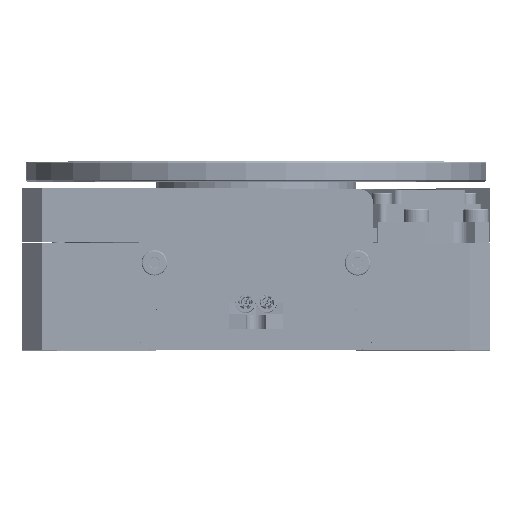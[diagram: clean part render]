
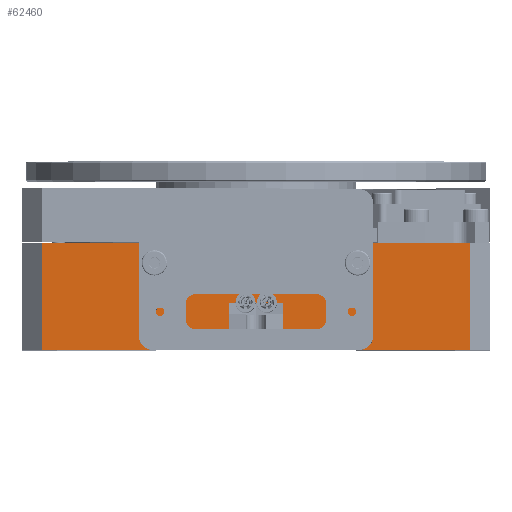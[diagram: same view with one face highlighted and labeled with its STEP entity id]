
A CAD part, top view. The second image highlights one B-rep face of the part: STEP entity #62460.
In plain terms, the highlighted planar face has unit normal (0, 0, 1).
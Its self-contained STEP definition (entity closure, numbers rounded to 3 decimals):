
#58 = EDGE_CURVE ( 'NONE', #38735, #71503, #17037, .T. ) ;
#3143 = EDGE_CURVE ( 'NONE', #13414, #71824, #16716, .T. ) ;
#3158 = CIRCLE ( 'NONE', #86647, 0.8 ) ;
#3435 = EDGE_CURVE ( 'NONE', #64985, #41509, #67544, .T. ) ;
#3474 = ORIENTED_EDGE ( 'NONE', *, *, #91977, .F. ) ;
#3607 = CARTESIAN_POINT ( 'NONE',  ( -4., 16., 35. ) ) ;
#4130 = EDGE_CURVE ( 'NONE', #37416, #13414, #31406, .T. ) ;
#4192 = ORIENTED_EDGE ( 'NONE', *, *, #83018, .F. ) ;
#4240 = DIRECTION ( 'NONE',  ( -1., 0., 0. ) ) ;
#4244 = DIRECTION ( 'NONE',  ( 0., 0., 1. ) ) ;
#4450 = CARTESIAN_POINT ( 'NONE',  ( -32., 16., 35. ) ) ;
#4510 = ORIENTED_EDGE ( 'NONE', *, *, #46240, .F. ) ;
#5445 = ORIENTED_EDGE ( 'NONE', *, *, #77706, .F. ) ;
#5738 = CARTESIAN_POINT ( 'NONE',  ( 15., 3., 35. ) ) ;
#7834 = CARTESIAN_POINT ( 'NONE',  ( 32., 16., 35. ) ) ;
#8121 = LINE ( 'NONE', #66901, #37598 ) ;
#9341 = EDGE_CURVE ( 'NONE', #84644, #47329, #3158, .T. ) ;
#10188 = EDGE_LOOP ( 'NONE', ( #33485, #38965, #58739, #23278, #92039, #88884, #43430, #83166, #66316, #39707, #4192, #23853 ) ) ;
#10329 = CARTESIAN_POINT ( 'NONE',  ( -32., 16., 35. ) ) ;
#10635 = EDGE_LOOP ( 'NONE', ( #4510, #21069 ) ) ;
#12367 = EDGE_CURVE ( 'NONE', #85701, #42447, #74311, .T. ) ;
#13414 = VERTEX_POINT ( 'NONE', #65345 ) ;
#15788 = VERTEX_POINT ( 'NONE', #85911 ) ;
#16716 = LINE ( 'NONE', #7834, #43854 ) ;
#17037 = LINE ( 'NONE', #23123, #44156 ) ;
#17940 = LINE ( 'NONE', #66507, #89993 ) ;
#18281 = DIRECTION ( 'NONE',  ( 1., 0., 0. ) ) ;
#18995 = DIRECTION ( 'NONE',  ( 0., 1., 0. ) ) ;
#21069 = ORIENTED_EDGE ( 'NONE', *, *, #9341, .F. ) ;
#21790 = CIRCLE ( 'NONE', #57560, 0.8 ) ;
#22475 = VERTEX_POINT ( 'NONE', #66975 ) ;
#23123 = CARTESIAN_POINT ( 'NONE',  ( 4., 16., 35. ) ) ;
#23278 = ORIENTED_EDGE ( 'NONE', *, *, #12367, .T. ) ;
#23652 = VECTOR ( 'NONE', #76278, 1000. ) ;
#23853 = ORIENTED_EDGE ( 'NONE', *, *, #71529, .T. ) ;
#24426 = VECTOR ( 'NONE', #69278, 1000. ) ;
#26000 = CARTESIAN_POINT ( 'NONE',  ( 15.2, 13., 35. ) ) ;
#26713 = CARTESIAN_POINT ( 'NONE',  ( -35., 7., 35. ) ) ;
#27186 = LINE ( 'NONE', #26713, #79039 ) ;
#29192 = LINE ( 'NONE', #50653, #83964 ) ;
#30087 = DIRECTION ( 'NONE',  ( -1., 0., 0. ) ) ;
#31406 = LINE ( 'NONE', #67761, #71026 ) ;
#32301 = CARTESIAN_POINT ( 'NONE',  ( -15.2, 13., 35. ) ) ;
#32979 = CARTESIAN_POINT ( 'NONE',  ( 15., 0., 35. ) ) ;
#33485 = ORIENTED_EDGE ( 'NONE', *, *, #4130, .T. ) ;
#33975 = CARTESIAN_POINT ( 'NONE',  ( -4., 3., 35. ) ) ;
#35526 = CARTESIAN_POINT ( 'NONE',  ( -14.4, 13., 35. ) ) ;
#35923 = CARTESIAN_POINT ( 'NONE',  ( 32., 16., 35. ) ) ;
#37375 = CARTESIAN_POINT ( 'NONE',  ( 14.4, 13., 35. ) ) ;
#37416 = VERTEX_POINT ( 'NONE', #32979 ) ;
#37598 = VECTOR ( 'NONE', #30087, 1000. ) ;
#38011 = VERTEX_POINT ( 'NONE', #60414 ) ;
#38217 = EDGE_CURVE ( 'NONE', #42447, #15788, #17940, .T. ) ;
#38735 = VERTEX_POINT ( 'NONE', #48517 ) ;
#38856 = VECTOR ( 'NONE', #62123, 1000. ) ;
#38965 = ORIENTED_EDGE ( 'NONE', *, *, #3143, .T. ) ;
#39405 = VERTEX_POINT ( 'NONE', #5738 ) ;
#39707 = ORIENTED_EDGE ( 'NONE', *, *, #58, .T. ) ;
#40699 = PLANE ( 'NONE',  #82412 ) ;
#41509 = VERTEX_POINT ( 'NONE', #87084 ) ;
#41625 = FACE_BOUND ( 'NONE', #61121, .T. ) ;
#42447 = VERTEX_POINT ( 'NONE', #88230 ) ;
#43430 = ORIENTED_EDGE ( 'NONE', *, *, #76001, .F. ) ;
#43854 = VECTOR ( 'NONE', #18995, 1000. ) ;
#44156 = VECTOR ( 'NONE', #81885, 1000. ) ;
#45550 = DIRECTION ( 'NONE',  ( 1., 0., 0. ) ) ;
#45840 = DIRECTION ( 'NONE',  ( 1., 0., 0. ) ) ;
#46240 = EDGE_CURVE ( 'NONE', #47329, #84644, #88725, .T. ) ;
#46274 = DIRECTION ( 'NONE',  ( 0., 0., 1. ) ) ;
#47329 = VERTEX_POINT ( 'NONE', #63484 ) ;
#47640 = CARTESIAN_POINT ( 'NONE',  ( 4., 3., 35. ) ) ;
#48231 = DIRECTION ( 'NONE',  ( -1., 0., 0. ) ) ;
#48517 = CARTESIAN_POINT ( 'NONE',  ( 4., 7., 35. ) ) ;
#49028 = LINE ( 'NONE', #55067, #83484 ) ;
#50653 = CARTESIAN_POINT ( 'NONE',  ( -15., 3., 35. ) ) ;
#50751 = DIRECTION ( 'NONE',  ( 0., 0., 1. ) ) ;
#53716 = CARTESIAN_POINT ( 'NONE',  ( -15.2, 13., 35. ) ) ;
#53746 = FACE_BOUND ( 'NONE', #10635, .T. ) ;
#55067 = CARTESIAN_POINT ( 'NONE',  ( 15., 3., 35. ) ) ;
#56617 = LINE ( 'NONE', #71096, #66230 ) ;
#57033 = CIRCLE ( 'NONE', #68942, 0.8 ) ;
#57560 = AXIS2_PLACEMENT_3D ( 'NONE', #32301, #4244, #18281 ) ;
#58184 = DIRECTION ( 'NONE',  ( 1., 0., 0. ) ) ;
#58739 = ORIENTED_EDGE ( 'NONE', *, *, #68543, .F. ) ;
#60414 = CARTESIAN_POINT ( 'NONE',  ( -16., 13., 35. ) ) ;
#61121 = EDGE_LOOP ( 'NONE', ( #3474, #5445 ) ) ;
#61184 = FACE_OUTER_BOUND ( 'NONE', #10188, .T. ) ;
#62123 = DIRECTION ( 'NONE',  ( 0., -1., 0. ) ) ;
#62460 = ADVANCED_FACE ( 'NONE', ( #61184, #41625, #53746 ), #40699, .F. ) ;
#63484 = CARTESIAN_POINT ( 'NONE',  ( 16., 13., 35. ) ) ;
#64985 = VERTEX_POINT ( 'NONE', #33975 ) ;
#65345 = CARTESIAN_POINT ( 'NONE',  ( 32., 0., 35. ) ) ;
#66230 = VECTOR ( 'NONE', #85096, 1000. ) ;
#66316 = ORIENTED_EDGE ( 'NONE', *, *, #70841, .F. ) ;
#66507 = CARTESIAN_POINT ( 'NONE',  ( -35., 0., 35. ) ) ;
#66901 = CARTESIAN_POINT ( 'NONE',  ( 15., 3., 35. ) ) ;
#66975 = CARTESIAN_POINT ( 'NONE',  ( -15., 3., 35. ) ) ;
#67544 = LINE ( 'NONE', #3607, #24426 ) ;
#67761 = CARTESIAN_POINT ( 'NONE',  ( -35., 0., 35. ) ) ;
#67880 = LINE ( 'NONE', #74446, #23652 ) ;
#68543 = EDGE_CURVE ( 'NONE', #85701, #71824, #67880, .T. ) ;
#68646 = DIRECTION ( 'NONE',  ( 0., 0., -1. ) ) ;
#68942 = AXIS2_PLACEMENT_3D ( 'NONE', #53716, #46274, #45840 ) ;
#69278 = DIRECTION ( 'NONE',  ( 0., 1., 0. ) ) ;
#70841 = EDGE_CURVE ( 'NONE', #38735, #41509, #27186, .T. ) ;
#71026 = VECTOR ( 'NONE', #73431, 1000. ) ;
#71096 = CARTESIAN_POINT ( 'NONE',  ( 15., 3., 35. ) ) ;
#71503 = VERTEX_POINT ( 'NONE', #47640 ) ;
#71529 = EDGE_CURVE ( 'NONE', #39405, #37416, #49028, .T. ) ;
#71824 = VERTEX_POINT ( 'NONE', #35923 ) ;
#73431 = DIRECTION ( 'NONE',  ( 1., 0., 0. ) ) ;
#73888 = AXIS2_PLACEMENT_3D ( 'NONE', #86206, #50751, #58184 ) ;
#74311 = LINE ( 'NONE', #10329, #38856 ) ;
#74446 = CARTESIAN_POINT ( 'NONE',  ( -35., 16., 35. ) ) ;
#75223 = CARTESIAN_POINT ( 'NONE',  ( -35., 16., 35. ) ) ;
#75290 = VERTEX_POINT ( 'NONE', #35526 ) ;
#76001 = EDGE_CURVE ( 'NONE', #64985, #22475, #8121, .T. ) ;
#76278 = DIRECTION ( 'NONE',  ( 1., 0., 0. ) ) ;
#77706 = EDGE_CURVE ( 'NONE', #38011, #75290, #57033, .T. ) ;
#79039 = VECTOR ( 'NONE', #48231, 1000. ) ;
#79116 = DIRECTION ( 'NONE',  ( 0., -1., 0. ) ) ;
#79517 = EDGE_CURVE ( 'NONE', #22475, #15788, #29192, .T. ) ;
#81885 = DIRECTION ( 'NONE',  ( 0., -1., 0. ) ) ;
#82412 = AXIS2_PLACEMENT_3D ( 'NONE', #75223, #68646, #4240 ) ;
#82494 = DIRECTION ( 'NONE',  ( 0., 0., 1. ) ) ;
#83018 = EDGE_CURVE ( 'NONE', #39405, #71503, #56617, .T. ) ;
#83166 = ORIENTED_EDGE ( 'NONE', *, *, #3435, .T. ) ;
#83484 = VECTOR ( 'NONE', #83555, 1000. ) ;
#83555 = DIRECTION ( 'NONE',  ( 0., -1., 0. ) ) ;
#83964 = VECTOR ( 'NONE', #79116, 1000. ) ;
#84644 = VERTEX_POINT ( 'NONE', #37375 ) ;
#85096 = DIRECTION ( 'NONE',  ( -1., 0., 0. ) ) ;
#85701 = VERTEX_POINT ( 'NONE', #4450 ) ;
#85911 = CARTESIAN_POINT ( 'NONE',  ( -15., 0., 35. ) ) ;
#86206 = CARTESIAN_POINT ( 'NONE',  ( 15.2, 13., 35. ) ) ;
#86647 = AXIS2_PLACEMENT_3D ( 'NONE', #26000, #82494, #89947 ) ;
#87084 = CARTESIAN_POINT ( 'NONE',  ( -4., 7., 35. ) ) ;
#88230 = CARTESIAN_POINT ( 'NONE',  ( -32., 0., 35. ) ) ;
#88725 = CIRCLE ( 'NONE', #73888, 0.8 ) ;
#88884 = ORIENTED_EDGE ( 'NONE', *, *, #79517, .F. ) ;
#89947 = DIRECTION ( 'NONE',  ( 1., 0., 0. ) ) ;
#89993 = VECTOR ( 'NONE', #45550, 1000. ) ;
#91977 = EDGE_CURVE ( 'NONE', #75290, #38011, #21790, .T. ) ;
#92039 = ORIENTED_EDGE ( 'NONE', *, *, #38217, .T. ) ;
